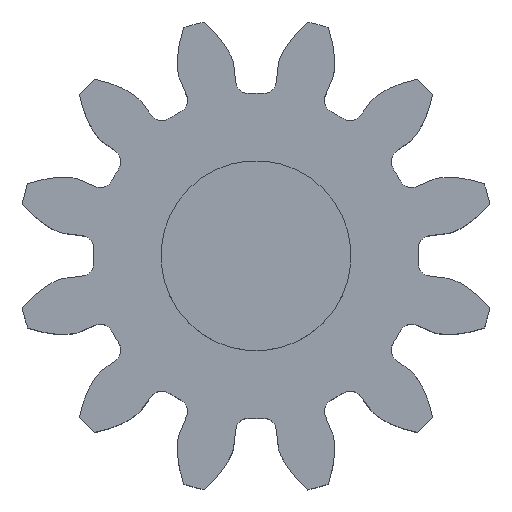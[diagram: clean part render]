
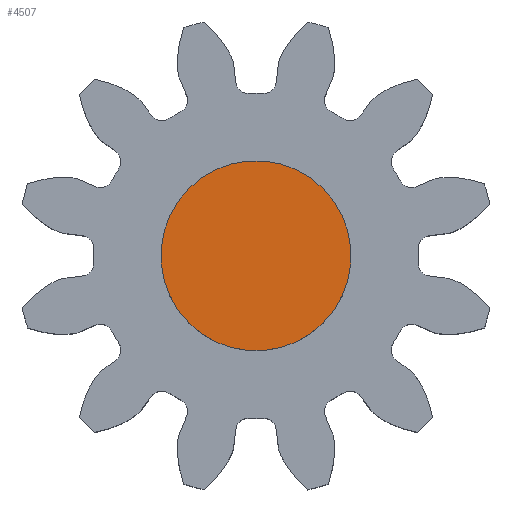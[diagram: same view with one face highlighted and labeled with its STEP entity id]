
A CAD part, top view. The second image highlights one B-rep face of the part: STEP entity #4507.
In plain terms, the highlighted planar face has unit normal (0, 0, 1).
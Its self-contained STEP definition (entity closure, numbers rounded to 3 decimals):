
#4475 = VERTEX_POINT('',#4476);
#4476 = CARTESIAN_POINT('',(4.83,1.294,12.));
#4482 = EDGE_CURVE('',#4475,#4475,#4483,.T.);
#4483 = CIRCLE('',#4484,5.);
#4484 = AXIS2_PLACEMENT_3D('',#4485,#4486,#4487);
#4485 = CARTESIAN_POINT('',(0.,0.,12.));
#4486 = DIRECTION('',(0.,-0.,1.));
#4487 = DIRECTION('',(0.966,0.259,0.));
#4507 = ADVANCED_FACE('',(#4508),#4511,.T.);
#4508 = FACE_BOUND('',#4509,.T.);
#4509 = EDGE_LOOP('',(#4510));
#4510 = ORIENTED_EDGE('',*,*,#4482,.T.);
#4511 = PLANE('',#4512);
#4512 = AXIS2_PLACEMENT_3D('',#4513,#4514,#4515);
#4513 = CARTESIAN_POINT('',(0.,0.,12.)
  );
#4514 = DIRECTION('',(0.,0.,1.));
#4515 = DIRECTION('',(1.,0.,0.));
